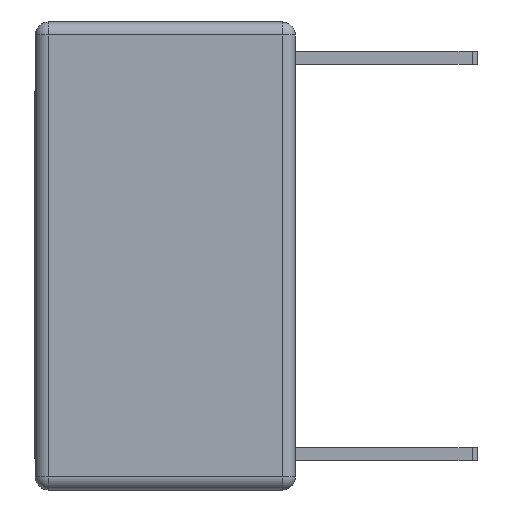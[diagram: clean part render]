
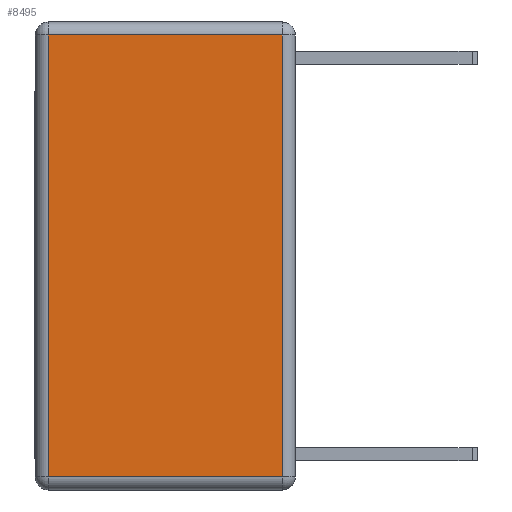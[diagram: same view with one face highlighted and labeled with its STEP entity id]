
A CAD part, left-side view. The second image highlights one B-rep face of the part: STEP entity #8495.
In plain terms, the highlighted planar face has unit normal (-1, 0, 0).
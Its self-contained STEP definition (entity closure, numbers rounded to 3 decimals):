
#406 = DIRECTION ( 'NONE',  ( 0., 1., 0. ) ) ;
#607 = EDGE_LOOP ( 'NONE', ( #2795, #10332, #9300, #4825 ) ) ;
#842 = VECTOR ( 'NONE', #3582, 1000. ) ;
#1975 = EDGE_CURVE ( 'NONE', #2099, #8657, #11051, .T. ) ;
#2099 = VERTEX_POINT ( 'NONE', #10398 ) ;
#2795 = ORIENTED_EDGE ( 'NONE', *, *, #4597, .T. ) ;
#3333 = CARTESIAN_POINT ( 'NONE',  ( 0., 4.75, -0.25 ) ) ;
#3582 = DIRECTION ( 'NONE',  ( 0., 0., -1. ) ) ;
#3919 = DIRECTION ( 'NONE',  ( 0., 0., -1. ) ) ;
#4285 = VECTOR ( 'NONE', #13008, 1000. ) ;
#4597 = EDGE_CURVE ( 'NONE', #8657, #12332, #6518, .T. ) ;
#4808 = CARTESIAN_POINT ( 'NONE',  ( 0., 5., -8.75 ) ) ;
#4825 = ORIENTED_EDGE ( 'NONE', *, *, #1975, .T. ) ;
#4850 = EDGE_CURVE ( 'NONE', #12332, #7662, #13344, .T. ) ;
#5381 = VECTOR ( 'NONE', #406, 1000. ) ;
#5571 = CARTESIAN_POINT ( 'NONE',  ( 0., 0.25, 0. ) ) ;
#6518 = LINE ( 'NONE', #10771, #842 ) ;
#6685 = VECTOR ( 'NONE', #12256, 1000. ) ;
#7224 = CARTESIAN_POINT ( 'NONE',  ( 0., 4.75, -8.75 ) ) ;
#7662 = VERTEX_POINT ( 'NONE', #10253 ) ;
#8256 = EDGE_CURVE ( 'NONE', #7662, #2099, #12771, .T. ) ;
#8324 = AXIS2_PLACEMENT_3D ( 'NONE', #9294, #12448, #3919 ) ;
#8357 = PLANE ( 'NONE',  #8324 ) ;
#8495 = ADVANCED_FACE ( 'NONE', ( #8785 ), #8357, .F. ) ;
#8657 = VERTEX_POINT ( 'NONE', #3333 ) ;
#8785 = FACE_OUTER_BOUND ( 'NONE', #607, .T. ) ;
#9294 = CARTESIAN_POINT ( 'NONE',  ( 0., 5., 0. ) ) ;
#9300 = ORIENTED_EDGE ( 'NONE', *, *, #8256, .T. ) ;
#10253 = CARTESIAN_POINT ( 'NONE',  ( 0., 0.25, -8.75 ) ) ;
#10332 = ORIENTED_EDGE ( 'NONE', *, *, #4850, .T. ) ;
#10398 = CARTESIAN_POINT ( 'NONE',  ( 0., 0.25, -0.25 ) ) ;
#10771 = CARTESIAN_POINT ( 'NONE',  ( 0., 4.75, 0. ) ) ;
#11051 = LINE ( 'NONE', #11052, #5381 ) ;
#11052 = CARTESIAN_POINT ( 'NONE',  ( 0., 5., -0.25 ) ) ;
#12256 = DIRECTION ( 'NONE',  ( 0., -1., 0. ) ) ;
#12332 = VERTEX_POINT ( 'NONE', #7224 ) ;
#12448 = DIRECTION ( 'NONE',  ( 1., 0., 0. ) ) ;
#12771 = LINE ( 'NONE', #5571, #4285 ) ;
#13008 = DIRECTION ( 'NONE',  ( 0., 0., 1. ) ) ;
#13344 = LINE ( 'NONE', #4808, #6685 ) ;
